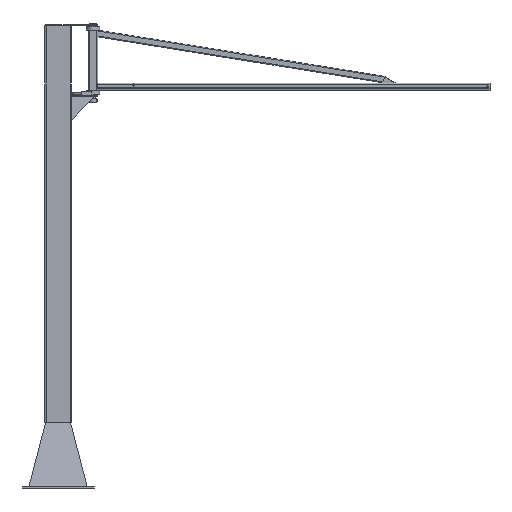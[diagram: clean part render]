
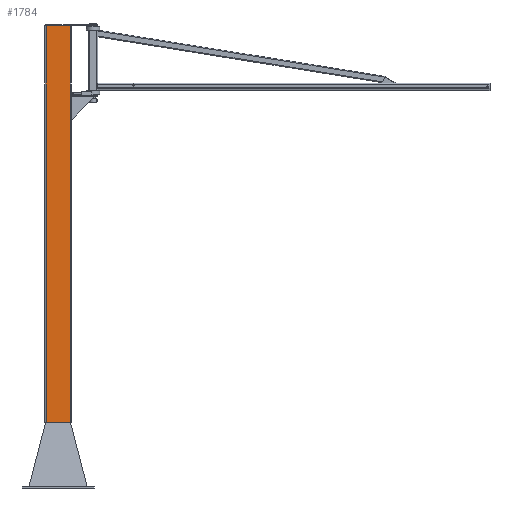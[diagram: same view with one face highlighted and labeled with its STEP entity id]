
A CAD part, front view. The second image highlights one B-rep face of the part: STEP entity #1784.
In plain terms, the highlighted planar face has unit normal (0, -1, 0).
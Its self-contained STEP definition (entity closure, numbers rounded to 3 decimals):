
#1784=ADVANCED_FACE('',(#3189),#3190,.F.);
#3189=FACE_OUTER_BOUND('',#4586,.T.);
#3190=PLANE('',#4587);
#4586=EDGE_LOOP('',(#6661,#6662,#6663,#6664));
#4587=AXIS2_PLACEMENT_3D('',#6665,#6666,#6667);
#6661=ORIENTED_EDGE('',*,*,#8791,.T.);
#6662=ORIENTED_EDGE('',*,*,#8800,.T.);
#6663=ORIENTED_EDGE('',*,*,#8780,.F.);
#6664=ORIENTED_EDGE('',*,*,#8801,.T.);
#6665=CARTESIAN_POINT('',(-100.0,-19.444,35.751));
#6666=DIRECTION('',(0.0,1.0,0.0));
#6667=DIRECTION('',(0.0,0.0,1.0));
#8780=EDGE_CURVE('',#10137,#10139,#10140,.T.);
#8791=EDGE_CURVE('',#10160,#10158,#10161,.T.);
#8800=EDGE_CURVE('',#10158,#10139,#10170,.F.);
#8801=EDGE_CURVE('',#10137,#10160,#10171,.T.);
#10137=VERTEX_POINT('',#13245);
#10139=VERTEX_POINT('',#13247);
#10140=LINE('',#13248,#13249);
#10158=VERTEX_POINT('',#13271);
#10160=VERTEX_POINT('',#13273);
#10161=LINE('',#13274,#13275);
#10170=LINE('',#13288,#13289);
#10171=LINE('',#13290,#13291);
#13245=CARTESIAN_POINT('',(-91.0,-19.444,35.751));
#13247=CARTESIAN_POINT('',(91.0,-19.444,35.751));
#13248=CARTESIAN_POINT('',(-100.0,-19.444,35.751));
#13249=VECTOR('',#15442,1.0);
#13271=CARTESIAN_POINT('',(91.0,-19.444,-2964.249));
#13273=CARTESIAN_POINT('',(-91.0,-19.444,-2964.249));
#13274=CARTESIAN_POINT('',(-100.0,-19.444,-2964.249));
#13275=VECTOR('',#15462,1.0);
#13288=CARTESIAN_POINT('',(91.0,-19.444,35.751));
#13289=VECTOR('',#15470,1.0);
#13290=CARTESIAN_POINT('',(-91.0,-19.444,35.751));
#13291=VECTOR('',#15471,1.0);
#15442=DIRECTION('',(1.0,0.0,0.0));
#15462=DIRECTION('',(1.0,0.0,0.0));
#15470=DIRECTION('',(0.0,0.0,-1.0));
#15471=DIRECTION('',(0.0,0.0,-1.0));
